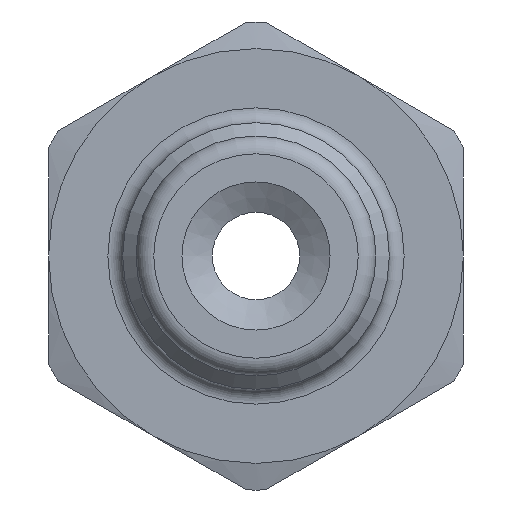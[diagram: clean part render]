
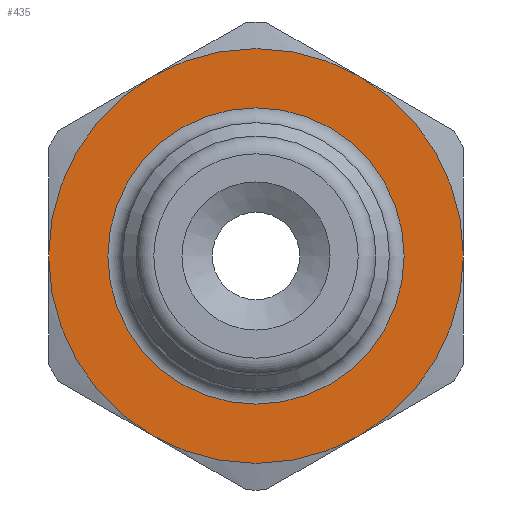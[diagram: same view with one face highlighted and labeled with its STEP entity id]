
A CAD part, left-side view. The second image highlights one B-rep face of the part: STEP entity #435.
In plain terms, the highlighted planar face has unit normal (-1, 0, 0).
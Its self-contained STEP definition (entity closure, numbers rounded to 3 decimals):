
#347=CARTESIAN_POINT('',(14.1,5.0,0.));
#348=VERTEX_POINT('',#347);
#349=CARTESIAN_POINT('',(14.1,0.0,0.0));
#350=DIRECTION('',(-1.0,0.0,0.0));
#351=DIRECTION('',(0.0,-1.0,0.0));
#352=AXIS2_PLACEMENT_3D('',#349,#350,#351);
#353=CIRCLE('',#352,5.0);
#354=EDGE_CURVE('',#348,#348,#353,.T.);
#371=CARTESIAN_POINT('',(14.1,5.75,0.0));
#372=DIRECTION('',(-1.0,0.0,0.0));
#373=DIRECTION('',(0.0,0.0,1.0));
#374=AXIS2_PLACEMENT_3D('',#371,#372,#373);
#375=PLANE('',#374);
#376=CARTESIAN_POINT('',(14.1,7.,0.0));
#377=VERTEX_POINT('',#376);
#378=CARTESIAN_POINT('',(14.1,3.5,6.062));
#379=VERTEX_POINT('',#378);
#380=CARTESIAN_POINT('',(14.1,0.0,0.0));
#381=DIRECTION('',(1.0,0.0,0.0));
#382=DIRECTION('',(0.0,1.0,0.0));
#383=AXIS2_PLACEMENT_3D('',#380,#381,#382);
#384=CIRCLE('',#383,7.);
#385=EDGE_CURVE('',#377,#379,#384,.T.);
#386=ORIENTED_EDGE('',*,*,#385,.F.);
#387=CARTESIAN_POINT('',(14.1,3.5,-6.062));
#388=VERTEX_POINT('',#387);
#389=CARTESIAN_POINT('',(14.1,0.0,0.0));
#390=DIRECTION('',(1.0,0.0,0.0));
#391=DIRECTION('',(0.0,1.0,0.0));
#392=AXIS2_PLACEMENT_3D('',#389,#390,#391);
#393=CIRCLE('',#392,7.);
#394=EDGE_CURVE('',#388,#377,#393,.T.);
#395=ORIENTED_EDGE('',*,*,#394,.F.);
#396=CARTESIAN_POINT('',(14.1,-3.5,-6.062));
#397=VERTEX_POINT('',#396);
#398=CARTESIAN_POINT('',(14.1,0.0,0.0));
#399=DIRECTION('',(1.0,0.0,0.0));
#400=DIRECTION('',(0.0,1.0,0.0));
#401=AXIS2_PLACEMENT_3D('',#398,#399,#400);
#402=CIRCLE('',#401,7.);
#403=EDGE_CURVE('',#397,#388,#402,.T.);
#404=ORIENTED_EDGE('',*,*,#403,.F.);
#405=CARTESIAN_POINT('',(14.1,-7.,0.));
#406=VERTEX_POINT('',#405);
#407=CARTESIAN_POINT('',(14.1,0.0,0.0));
#408=DIRECTION('',(1.0,0.0,0.0));
#409=DIRECTION('',(0.0,1.0,0.0));
#410=AXIS2_PLACEMENT_3D('',#407,#408,#409);
#411=CIRCLE('',#410,7.);
#412=EDGE_CURVE('',#406,#397,#411,.T.);
#413=ORIENTED_EDGE('',*,*,#412,.F.);
#414=CARTESIAN_POINT('',(14.1,-3.5,6.062));
#415=VERTEX_POINT('',#414);
#416=CARTESIAN_POINT('',(14.1,0.0,0.0));
#417=DIRECTION('',(1.0,0.0,0.0));
#418=DIRECTION('',(0.0,1.0,0.0));
#419=AXIS2_PLACEMENT_3D('',#416,#417,#418);
#420=CIRCLE('',#419,7.);
#421=EDGE_CURVE('',#415,#406,#420,.T.);
#422=ORIENTED_EDGE('',*,*,#421,.F.);
#423=CARTESIAN_POINT('',(14.1,0.0,0.0));
#424=DIRECTION('',(1.0,0.0,0.0));
#425=DIRECTION('',(0.0,1.0,0.0));
#426=AXIS2_PLACEMENT_3D('',#423,#424,#425);
#427=CIRCLE('',#426,7.);
#428=EDGE_CURVE('',#379,#415,#427,.T.);
#429=ORIENTED_EDGE('',*,*,#428,.F.);
#430=EDGE_LOOP('',(#386,#395,#404,#413,#422,#429));
#431=FACE_OUTER_BOUND('',#430,.T.);
#432=ORIENTED_EDGE('',*,*,#354,.F.);
#433=EDGE_LOOP('',(#432));
#434=FACE_BOUND('',#433,.T.);
#435=ADVANCED_FACE('',(#431,#434),#375,.T.);
